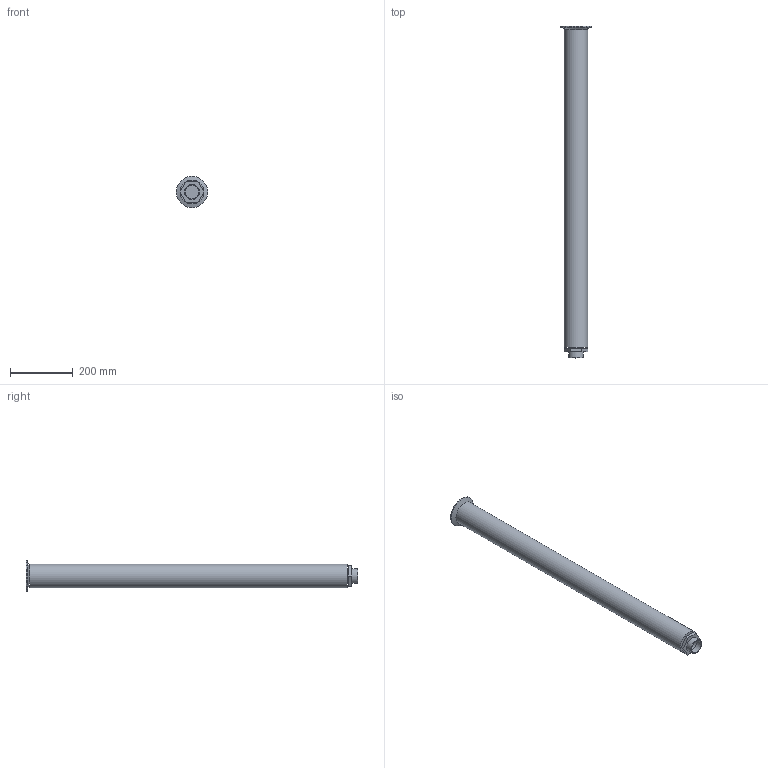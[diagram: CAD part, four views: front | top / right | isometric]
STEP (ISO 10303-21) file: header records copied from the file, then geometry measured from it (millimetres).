
FILE_DESCRIPTION(/* description */ (''),/* implementation_level */ '2;1');
FILE_NAME(/* name */ '50892_Lava 100-15.stp',/* time_stamp */ '2015-06-08T11:25:47+02:00',/* author */ ('guzb562'),/* organization */ (''),/* preprocessor_version */ 'ST-DEVELOPER v15.6',/* originating_system */ 'Autodesk Inventor 2015',/* authorisation */ '');
FILE_SCHEMA (('AUTOMOTIVE_DESIGN { 1 0 10303 214 3 1 1 }'));
Length unit declared in the file: millimetre
Products named in the file (1): 50892_Lava 100-15
Bounding box: 100 x 1060.01 x 100 mm (x, y, z)
Volume: 4588176.4 mm3; surface area: 288813.2 mm2
Topology: 1 solids, 1 shells, 225 faces, 589 edges, 392 vertices
Faces by surface type: plane 135, bspline 78, cylinder 9, cone 3
Full cylindrical faces by diameter (mm): 43.931 x1, 47.8 x2, 76 x1, 100 x1
Entity records: 7688 total; most frequent: CARTESIAN_POINT 2606, ORIENTED_EDGE 1158, DIRECTION 739, EDGE_CURVE 579, LINE 403, VECTOR 403, VERTEX_POINT 390, EDGE_LOOP 259
